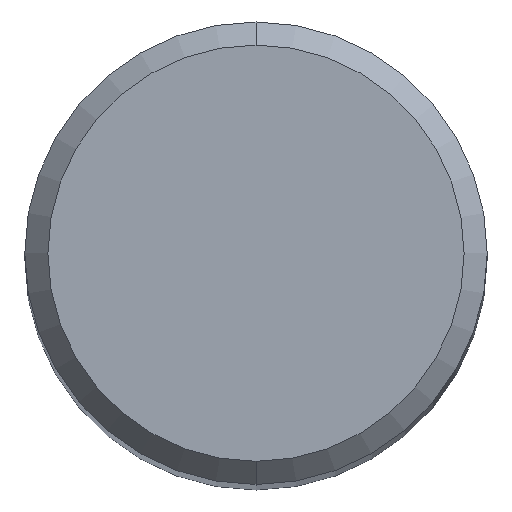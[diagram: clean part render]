
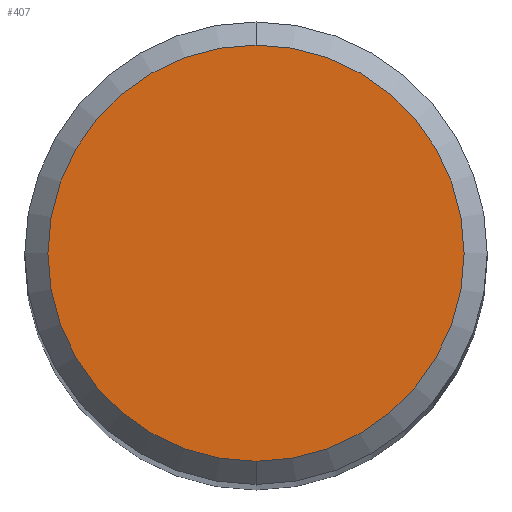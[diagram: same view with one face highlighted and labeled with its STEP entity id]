
A CAD part, top view. The second image highlights one B-rep face of the part: STEP entity #407.
In plain terms, the highlighted planar face has unit normal (0, 0, 1).
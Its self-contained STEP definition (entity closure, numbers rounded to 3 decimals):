
#321=VERTEX_POINT('',#630);
#353=EDGE_CURVE('',#321,#429,#663,.T.);
#401=EDGE_CURVE('',#429,#321,#717,.T.);
#407=ADVANCED_FACE('',(#723),#724,.T.);
#429=VERTEX_POINT('',#747);
#630=CARTESIAN_POINT('',(0.,-3.6,0.0));
#663=CIRCLE('',#1147,3.6);
#717=CIRCLE('',#1270,3.6);
#723=FACE_OUTER_BOUND('',#1292,.T.);
#724=PLANE('',#1293);
#747=CARTESIAN_POINT('',(0.0,3.6,0.0));
#1147=AXIS2_PLACEMENT_3D('',#1629,#1630,#1631);
#1270=AXIS2_PLACEMENT_3D('',#1695,#1696,#1697);
#1292=EDGE_LOOP('',(#1700,#1701));
#1293=AXIS2_PLACEMENT_3D('',#1702,#1703,#1704);
#1629=CARTESIAN_POINT('',(0.0,0.0,0.0));
#1630=DIRECTION('',(0.0,0.0,-1.0));
#1631=DIRECTION('',(0.0,1.0,0.0));
#1695=CARTESIAN_POINT('',(0.0,0.0,0.0));
#1696=DIRECTION('',(0.0,0.0,-1.0));
#1697=DIRECTION('',(0.0,1.0,0.0));
#1700=ORIENTED_EDGE('',*,*,#401,.F.);
#1701=ORIENTED_EDGE('',*,*,#353,.F.);
#1702=CARTESIAN_POINT('',(0.0,1.8,0.0));
#1703=DIRECTION('',(-0.0,0.0,1.0));
#1704=DIRECTION('',(0.0,-1.0,0.0));
